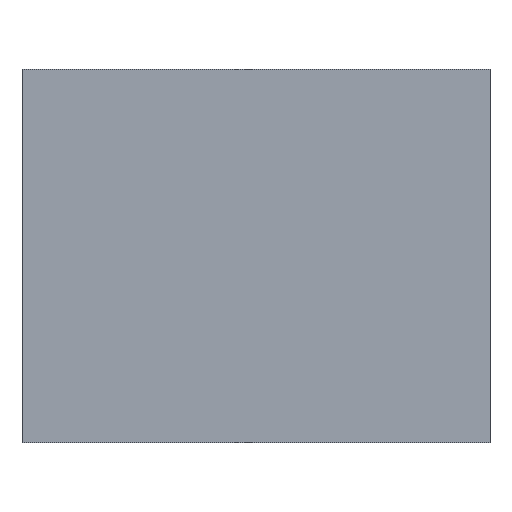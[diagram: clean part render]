
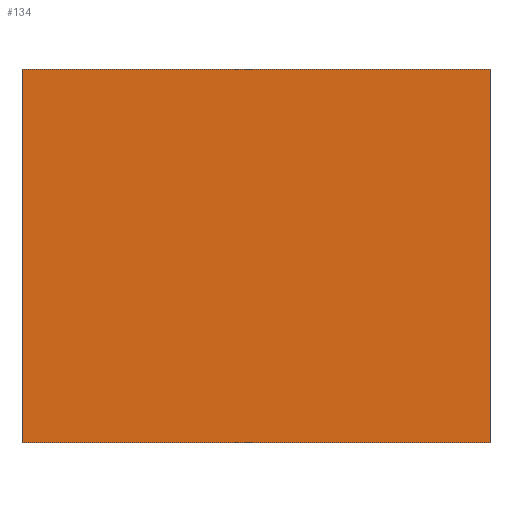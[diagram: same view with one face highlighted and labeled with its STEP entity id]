
A CAD part, front view. The second image highlights one B-rep face of the part: STEP entity #134.
In plain terms, the highlighted planar face has unit normal (0, -1, 0).
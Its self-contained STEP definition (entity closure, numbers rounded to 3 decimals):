
#23=PLANE('',#148);
#32=FACE_OUTER_BOUND('',#41,.T.);
#41=EDGE_LOOP('',(#118,#119,#120,#121));
#46=LINE('',#203,#59);
#49=LINE('',#209,#62);
#52=LINE('',#215,#65);
#55=LINE('',#219,#68);
#59=VECTOR('',#167,10.);
#62=VECTOR('',#172,10.);
#65=VECTOR('',#177,10.);
#68=VECTOR('',#182,10.);
#75=VERTEX_POINT('',#200);
#76=VERTEX_POINT('',#202);
#78=VERTEX_POINT('',#208);
#80=VERTEX_POINT('',#214);
#86=EDGE_CURVE('',#76,#75,#46,.T.);
#89=EDGE_CURVE('',#78,#76,#49,.T.);
#92=EDGE_CURVE('',#80,#78,#52,.T.);
#95=EDGE_CURVE('',#75,#80,#55,.T.);
#118=ORIENTED_EDGE('',*,*,#95,.T.);
#119=ORIENTED_EDGE('',*,*,#92,.T.);
#120=ORIENTED_EDGE('',*,*,#89,.T.);
#121=ORIENTED_EDGE('',*,*,#86,.T.);
#134=ADVANCED_FACE('',(#32),#23,.T.);
#148=AXIS2_PLACEMENT_3D('',#220,#183,#184);
#167=DIRECTION('',(-1.,0.,0.));
#172=DIRECTION('',(0.,0.,1.));
#177=DIRECTION('',(1.,0.,0.));
#182=DIRECTION('',(0.,0.,-1.));
#183=DIRECTION('center_axis',(0.,-1.,0.));
#184=DIRECTION('ref_axis',(0.,0.,-1.));
#200=CARTESIAN_POINT('',(-87.755,-38.35,80.232));
#202=CARTESIAN_POINT('',(116.221,-38.35,80.232));
#203=CARTESIAN_POINT('',(116.221,-38.35,80.232));
#208=CARTESIAN_POINT('',(116.221,-38.35,-82.613));
#209=CARTESIAN_POINT('',(116.221,-38.35,-82.613));
#214=CARTESIAN_POINT('',(-87.755,-38.35,-82.613));
#215=CARTESIAN_POINT('',(-87.755,-38.35,-82.613));
#219=CARTESIAN_POINT('',(-87.755,-38.35,80.232));
#220=CARTESIAN_POINT('Origin',(14.233,-38.35,-1.191));
